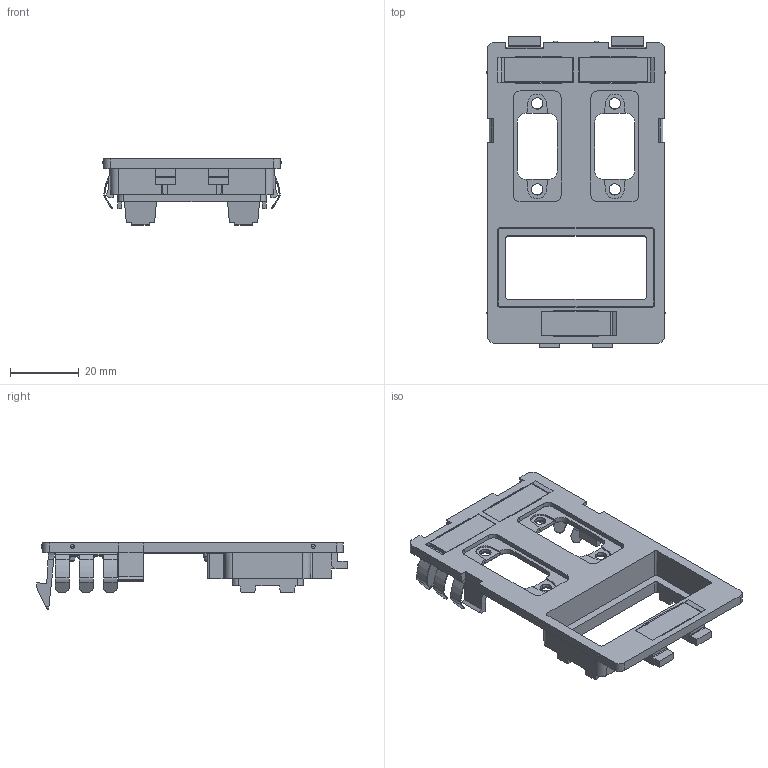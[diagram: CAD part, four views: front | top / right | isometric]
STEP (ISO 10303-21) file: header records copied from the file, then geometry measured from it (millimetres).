
FILE_DESCRIPTION(('CATIA V5 STEP Exchange','CAx-IF Rec.Pracs.--- Model Styling and Organization---1.4--- 2014-01-23'),'2;1');
FILE_NAME ('013595-2_2', '2019-10-09T17:05:23+00:00', ('none'), ('Weidmueller'), 'CATIA Version 5-6 Release 2016 SP3 HF44', 'CATIA V5 STEP AP214', 'none');
FILE_SCHEMA(('AUTOMOTIVE_DESIGN { 1 0 10303 214 1 1 1 1 }'));
Length unit declared in the file: millimetre
Products named in the file (1): 1450610000
Bounding box: 51.9 x 90.5 x 19.28 mm (x, y, z)
Volume: 11194.5 mm3; surface area: 17764.4 mm2
Topology: 5 solids, 5 shells, 753 faces, 2022 edges, 1298 vertices
Faces by surface type: plane 473, cylinder 200, torus 30, bspline 22, cone 14, sphere 12, extrusion 2
Entity records: 22718 total; most frequent: CARTESIAN_POINT 5217, ORIENTED_EDGE 4020, DIRECTION 2848, EDGE_CURVE 2010, VECTOR 1398, LINE 1396, VERTEX_POINT 1298, AXIS2_PLACEMENT_3D 917
